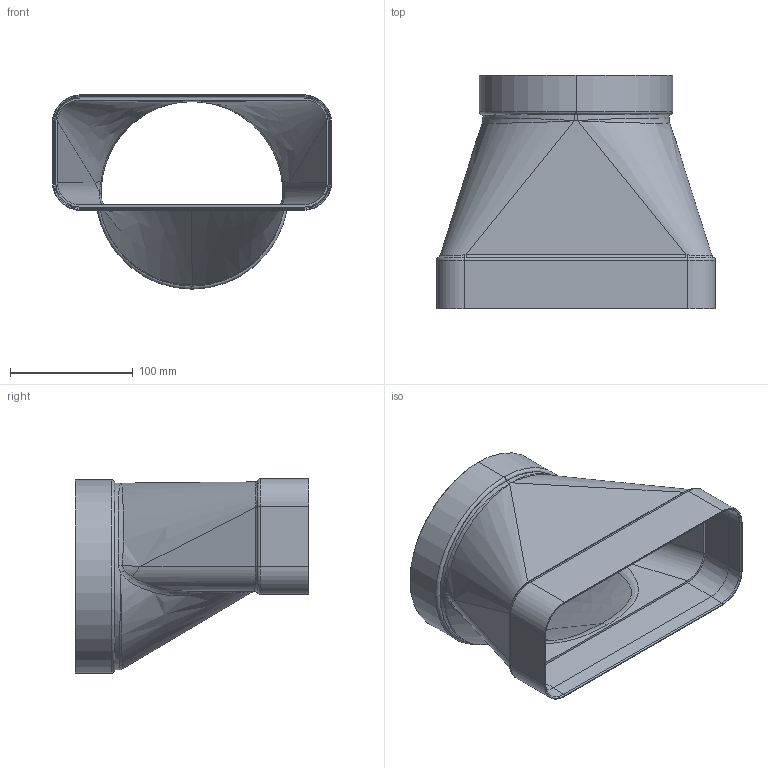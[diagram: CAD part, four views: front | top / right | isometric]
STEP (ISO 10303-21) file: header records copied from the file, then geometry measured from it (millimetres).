
FILE_DESCRIPTION(('STEP AP214'),'1');
FILE_NAME('ck.STP','2020-07-24T05:43:22',(' '),(' '),'Spatial InterOp 3D',' ',' ');
FILE_SCHEMA(('AUTOMOTIVE_DESIGN { 1 0 10303 214 1 1 1 1 }'));
Length unit declared in the file: millimetre
Products named in the file (1): 3D-Objekt
Bounding box: 227 x 190 x 158.2 mm (x, y, z)
Volume: 219200.5 mm3; surface area: 210206.4 mm2
Topology: 1 solids, 1 shells, 133 faces, 313 edges, 185 vertices
Faces by surface type: bspline 48, cylinder 29, plane 28, torus 16, cone 12
Entity records: 12444 total; most frequent: CARTESIAN_POINT 9699, ORIENTED_EDGE 626, DIRECTION 486, EDGE_CURVE 313, AXIS2_PLACEMENT_3D 195, VERTEX_POINT 185, EDGE_LOOP 138, ADVANCED_FACE 133
